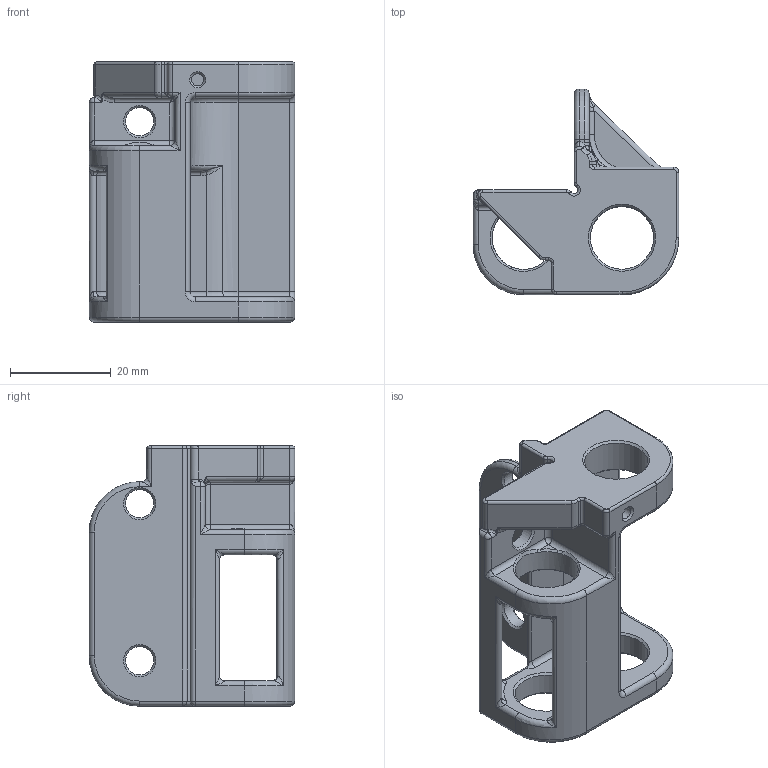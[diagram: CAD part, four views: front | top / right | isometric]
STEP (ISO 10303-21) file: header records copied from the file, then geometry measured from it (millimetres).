
FILE_DESCRIPTION(/* description */ (''),/* implementation_level */ '2;1');
FILE_NAME(/* name */ 'MP_DooKi3_SLM_XY_XDrive_F695.step',/* time_stamp */ '2024-08-01T15:57:51-04:00',/* author */ (''),/* organization */ (''),/* preprocessor_version */ 'ST-DEVELOPER v20',/* originating_system */ 'Autodesk Translation Framework v13.14.0.145',/* authorisation */ '');
FILE_SCHEMA (('AUTOMOTIVE_DESIGN { 1 0 10303 214 3 1 1 }'));
Length unit declared in the file: millimetre
Products named in the file (1): MP_DooKi3_SLM_XY_XDrive_F695
Bounding box: 40.75 x 40.75 x 51.6 mm (x, y, z)
Volume: 16684.4 mm3; surface area: 10899 mm2
Topology: 1 solids, 1 shells, 302 faces, 714 edges, 386 vertices
Faces by surface type: cylinder 109, bspline 76, torus 55, plane 37, cone 17, sphere 8
Full cylindrical faces by diameter (mm): 2.4 x2, 5.6 x3, 12.5 x4
Entity records: 10698 total; most frequent: CARTESIAN_POINT 4083, DIRECTION 1393, ORIENTED_EDGE 1376, EDGE_CURVE 688, AXIS2_PLACEMENT_3D 585, VERTEX_POINT 386, CIRCLE 329, EDGE_LOOP 318
